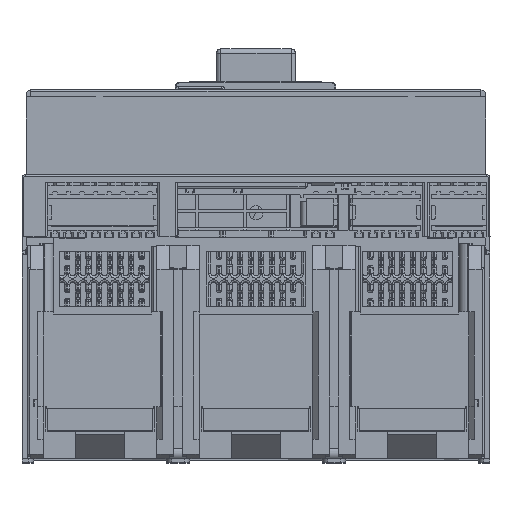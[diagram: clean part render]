
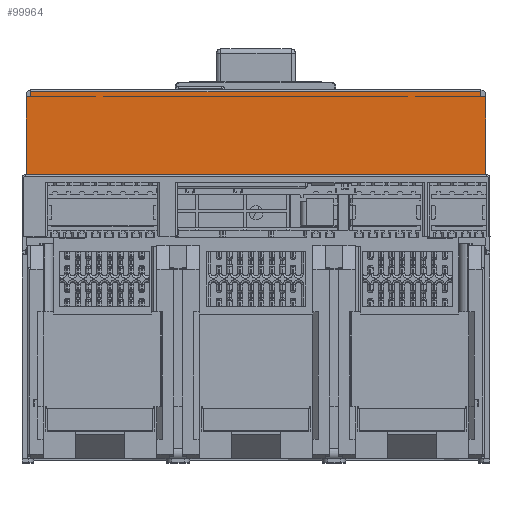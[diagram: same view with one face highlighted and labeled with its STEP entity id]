
A CAD part, top view. The second image highlights one B-rep face of the part: STEP entity #99964.
In plain terms, the highlighted planar face has unit normal (0, 0, 1).
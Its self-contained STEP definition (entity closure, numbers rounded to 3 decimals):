
#2176=DIRECTION('',(0.,1.,0.));
#2177=VECTOR('',#2176,2.648);
#2178=CARTESIAN_POINT('',(-102.981,125.,236.));
#2179=LINE('',#2178,#2177);
#2188=CARTESIAN_POINT('',(72.1,163.7,236.));
#2189=DIRECTION('',(0.,0.,1.));
#2190=DIRECTION('',(0.,1.,0.));
#2191=AXIS2_PLACEMENT_3D('',#2188,#2189,#2190);
#2193=DIRECTION('',(1.,0.,0.));
#2194=VECTOR('',#2193,31.3);
#2195=CARTESIAN_POINT('',(71.7,164.,236.));
#2196=LINE('',#2195,#2194);
#2197=DIRECTION('',(-1.,0.,0.));
#2198=VECTOR('',#2197,0.688);
#2199=CARTESIAN_POINT('',(103.,125.,236.));
#2200=LINE('',#2199,#2198);
#2201=DIRECTION('',(0.,1.,0.));
#2202=VECTOR('',#2201,2.648);
#2203=CARTESIAN_POINT('',(102.312,125.,236.));
#2204=LINE('',#2203,#2202);
#2205=DIRECTION('',(-1.,0.,0.));
#2206=VECTOR('',#2205,28.754);
#2207=CARTESIAN_POINT('',(102.312,127.648,236.));
#2208=LINE('',#2207,#2206);
#2209=DIRECTION('',(-1.,0.,0.));
#2210=VECTOR('',#2209,168.514);
#2211=CARTESIAN_POINT('',(73.558,128.316,236.));
#2212=LINE('',#2211,#2210);
#2213=DIRECTION('',(0.,-1.,0.));
#2214=VECTOR('',#2213,0.669);
#2215=CARTESIAN_POINT('',(-94.956,128.316,236.));
#2216=LINE('',#2215,#2214);
#2217=DIRECTION('',(-1.,0.,0.));
#2218=VECTOR('',#2217,8.024);
#2219=CARTESIAN_POINT('',(-94.956,127.648,236.));
#2220=LINE('',#2219,#2218);
#2221=DIRECTION('',(-1.,0.,0.));
#2222=VECTOR('',#2221,0.019);
#2223=CARTESIAN_POINT('',(-102.981,125.,236.));
#2224=LINE('',#2223,#2222);
#2225=DIRECTION('',(0.,1.,0.));
#2226=VECTOR('',#2225,39.);
#2227=CARTESIAN_POINT('',(-103.,125.,236.));
#2228=LINE('',#2227,#2226);
#2229=DIRECTION('',(1.,0.,0.));
#2230=VECTOR('',#2229,30.9);
#2231=CARTESIAN_POINT('',(-103.,164.,236.));
#2232=LINE('',#2231,#2230);
#2233=CARTESIAN_POINT('',(-72.5,163.7,236.));
#2234=DIRECTION('',(0.,0.,1.));
#2235=DIRECTION('',(0.8,0.6,0.));
#2236=AXIS2_PLACEMENT_3D('',#2233,#2234,#2235);
#2238=CARTESIAN_POINT('',(-67.9,163.7,236.));
#2239=DIRECTION('',(0.,0.,1.));
#2240=DIRECTION('',(0.,1.,0.));
#2241=AXIS2_PLACEMENT_3D('',#2238,#2239,#2240);
#2243=DIRECTION('',(1.,0.,0.));
#2244=VECTOR('',#2243,136.2);
#2245=CARTESIAN_POINT('',(-68.3,164.,236.));
#2246=LINE('',#2245,#2244);
#2247=CARTESIAN_POINT('',(67.5,163.7,236.));
#2248=DIRECTION('',(0.,0.,1.));
#2249=DIRECTION('',(0.8,0.6,0.));
#2250=AXIS2_PLACEMENT_3D('',#2247,#2248,#2249);
#2553=DIRECTION('',(1.,0.,0.));
#2554=VECTOR('',#2553,28.55);
#2555=CARTESIAN_POINT('',(72.1,164.2,236.));
#2556=LINE('',#2555,#2554);
#2581=DIRECTION('',(0.,1.,0.));
#2582=VECTOR('',#2581,2.);
#2583=CARTESIAN_POINT('',(100.65,164.2,236.));
#2584=LINE('',#2583,#2582);
#2644=DIRECTION('',(-1.,0.,0.));
#2645=VECTOR('',#2644,201.7);
#2646=CARTESIAN_POINT('',(100.65,166.2,236.));
#2647=LINE('',#2646,#2645);
#2663=DIRECTION('',(0.,-1.,0.));
#2664=VECTOR('',#2663,2.);
#2665=CARTESIAN_POINT('',(-101.05,166.2,236.));
#2666=LINE('',#2665,#2664);
#2821=DIRECTION('',(1.,0.,0.));
#2822=VECTOR('',#2821,28.55);
#2823=CARTESIAN_POINT('',(-101.05,164.2,236.));
#2824=LINE('',#2823,#2822);
#18498=DIRECTION('',(0.,1.,0.));
#18499=VECTOR('',#18498,39.);
#18500=CARTESIAN_POINT('',(103.,125.,236.));
#18501=LINE('',#18500,#18499);
#25874=DIRECTION('',(0.,-1.,0.));
#25875=VECTOR('',#25874,0.669);
#25876=CARTESIAN_POINT('',(73.558,128.316,236.));
#25877=LINE('',#25876,#25875);
#57636=DIRECTION('',(1.,0.,0.));
#57637=VECTOR('',#57636,135.4);
#57638=CARTESIAN_POINT('',(-67.9,164.2,236.));
#57639=LINE('',#57638,#57637);
#82003=CARTESIAN_POINT('',(-102.981,125.,236.));
#82005=VERTEX_POINT('',#82003);
#82007=CARTESIAN_POINT('',(-102.981,127.648,236.));
#82008=VERTEX_POINT('',#82007);
#85214=CARTESIAN_POINT('',(102.312,125.,236.));
#85215=VERTEX_POINT('',#85214);
#85216=CARTESIAN_POINT('',(103.,125.,236.));
#85217=VERTEX_POINT('',#85216);
#85226=CARTESIAN_POINT('',(-103.,125.,236.));
#85227=VERTEX_POINT('',#85226);
#85236=CARTESIAN_POINT('',(-94.956,127.648,236.));
#85237=VERTEX_POINT('',#85236);
#85246=CARTESIAN_POINT('',(102.312,127.648,236.));
#85247=CARTESIAN_POINT('',(73.558,127.648,236.));
#85248=VERTEX_POINT('',#85246);
#85249=VERTEX_POINT('',#85247);
#85262=CARTESIAN_POINT('',(72.1,164.2,236.));
#85263=CARTESIAN_POINT('',(71.7,164.,236.));
#85264=VERTEX_POINT('',#85262);
#85265=VERTEX_POINT('',#85263);
#85266=CARTESIAN_POINT('',(103.,164.,236.));
#85267=VERTEX_POINT('',#85266);
#85268=CARTESIAN_POINT('',(73.558,128.316,236.));
#85269=VERTEX_POINT('',#85268);
#85270=CARTESIAN_POINT('',(-94.956,128.316,236.));
#85271=VERTEX_POINT('',#85270);
#85272=CARTESIAN_POINT('',(-103.,164.,236.));
#85273=VERTEX_POINT('',#85272);
#85274=CARTESIAN_POINT('',(-72.1,164.,236.));
#85275=VERTEX_POINT('',#85274);
#85276=CARTESIAN_POINT('',(-72.5,164.2,236.));
#85277=VERTEX_POINT('',#85276);
#85278=CARTESIAN_POINT('',(-101.05,164.2,236.));
#85279=VERTEX_POINT('',#85278);
#85280=CARTESIAN_POINT('',(-101.05,166.2,236.));
#85281=VERTEX_POINT('',#85280);
#85282=CARTESIAN_POINT('',(100.65,166.2,236.));
#85283=VERTEX_POINT('',#85282);
#85284=CARTESIAN_POINT('',(100.65,164.2,236.));
#85285=VERTEX_POINT('',#85284);
#85286=CARTESIAN_POINT('',(-67.9,164.2,236.));
#85287=CARTESIAN_POINT('',(-68.3,164.,236.));
#85288=VERTEX_POINT('',#85286);
#85289=VERTEX_POINT('',#85287);
#85290=CARTESIAN_POINT('',(67.9,164.,236.));
#85291=VERTEX_POINT('',#85290);
#85292=CARTESIAN_POINT('',(67.5,164.2,236.));
#85293=VERTEX_POINT('',#85292);
#99910=CARTESIAN_POINT('',(-0.2,114.2,236.));
#99911=DIRECTION('',(0.,0.,1.));
#99912=DIRECTION('',(-1.,0.,0.));
#99913=AXIS2_PLACEMENT_3D('',#99910,#99911,#99912);
#99914=PLANE('',#99913);
#99916=ORIENTED_EDGE('',*,*,#99915,.T.);
#99918=ORIENTED_EDGE('',*,*,#99917,.T.);
#99920=ORIENTED_EDGE('',*,*,#99919,.F.);
#99921=ORIENTED_EDGE('',*,*,#99878,.T.);
#99923=ORIENTED_EDGE('',*,*,#99922,.T.);
#99925=ORIENTED_EDGE('',*,*,#99924,.T.);
#99927=ORIENTED_EDGE('',*,*,#99926,.F.);
#99929=ORIENTED_EDGE('',*,*,#99928,.T.);
#99931=ORIENTED_EDGE('',*,*,#99930,.T.);
#99933=ORIENTED_EDGE('',*,*,#99932,.T.);
#99934=ORIENTED_EDGE('',*,*,#99901,.F.);
#99935=ORIENTED_EDGE('',*,*,#99890,.T.);
#99937=ORIENTED_EDGE('',*,*,#99936,.T.);
#99939=ORIENTED_EDGE('',*,*,#99938,.T.);
#99941=ORIENTED_EDGE('',*,*,#99940,.T.);
#99943=ORIENTED_EDGE('',*,*,#99942,.F.);
#99945=ORIENTED_EDGE('',*,*,#99944,.F.);
#99947=ORIENTED_EDGE('',*,*,#99946,.F.);
#99949=ORIENTED_EDGE('',*,*,#99948,.F.);
#99951=ORIENTED_EDGE('',*,*,#99950,.F.);
#99952=EDGE_LOOP('',(#99916,#99918,#99920,#99921,#99923,#99925,#99927,#99929,
#99931,#99933,#99934,#99935,#99937,#99939,#99941,#99943,#99945,#99947,#99949,
#99951));
#99953=FACE_OUTER_BOUND('',#99952,.F.);
#99955=ORIENTED_EDGE('',*,*,#99954,.T.);
#99957=ORIENTED_EDGE('',*,*,#99956,.T.);
#99959=ORIENTED_EDGE('',*,*,#99958,.T.);
#99961=ORIENTED_EDGE('',*,*,#99960,.F.);
#99962=EDGE_LOOP('',(#99955,#99957,#99959,#99961));
#99963=FACE_BOUND('',#99962,.F.);
#2192=CIRCLE('',#2191,0.5);
#2237=CIRCLE('',#2236,0.5);
#2242=CIRCLE('',#2241,0.5);
#2251=CIRCLE('',#2250,0.5);
#99878=EDGE_CURVE('',#85217,#85215,#2200,.T.);
#99890=EDGE_CURVE('',#82005,#85227,#2224,.T.);
#99901=EDGE_CURVE('',#82005,#82008,#2179,.T.);
#99915=EDGE_CURVE('',#85264,#85265,#2192,.T.);
#99917=EDGE_CURVE('',#85265,#85267,#2196,.T.);
#99919=EDGE_CURVE('',#85217,#85267,#18501,.T.);
#99922=EDGE_CURVE('',#85215,#85248,#2204,.T.);
#99924=EDGE_CURVE('',#85248,#85249,#2208,.T.);
#99926=EDGE_CURVE('',#85269,#85249,#25877,.T.);
#99928=EDGE_CURVE('',#85269,#85271,#2212,.T.);
#99930=EDGE_CURVE('',#85271,#85237,#2216,.T.);
#99932=EDGE_CURVE('',#85237,#82008,#2220,.T.);
#99936=EDGE_CURVE('',#85227,#85273,#2228,.T.);
#99938=EDGE_CURVE('',#85273,#85275,#2232,.T.);
#99940=EDGE_CURVE('',#85275,#85277,#2237,.T.);
#99942=EDGE_CURVE('',#85279,#85277,#2824,.T.);
#99944=EDGE_CURVE('',#85281,#85279,#2666,.T.);
#99946=EDGE_CURVE('',#85283,#85281,#2647,.T.);
#99948=EDGE_CURVE('',#85285,#85283,#2584,.T.);
#99950=EDGE_CURVE('',#85264,#85285,#2556,.T.);
#99954=EDGE_CURVE('',#85288,#85289,#2242,.T.);
#99956=EDGE_CURVE('',#85289,#85291,#2246,.T.);
#99958=EDGE_CURVE('',#85291,#85293,#2251,.T.);
#99960=EDGE_CURVE('',#85288,#85293,#57639,.T.);
#99964=ADVANCED_FACE('',(#99953,#99963),#99914,.T.);
